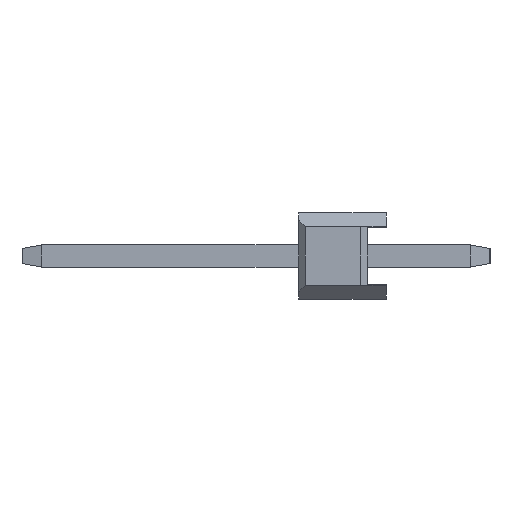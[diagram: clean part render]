
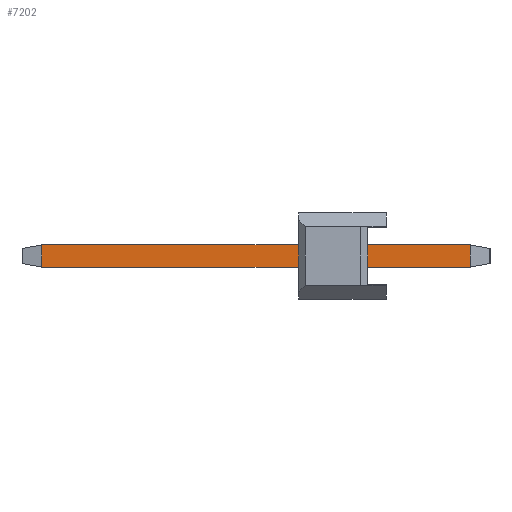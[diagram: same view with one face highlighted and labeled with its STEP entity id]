
A CAD part, left-side view. The second image highlights one B-rep face of the part: STEP entity #7202.
In plain terms, the highlighted planar face has unit normal (-1, 0, 0).
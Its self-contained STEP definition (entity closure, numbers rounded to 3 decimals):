
#1129 = VERTEX_POINT ( 'NONE', #14414 ) ;
#1153 = VECTOR ( 'NONE', #11911, 1000. ) ;
#2258 = DIRECTION ( 'NONE',  ( 1., 0., 0. ) ) ;
#2605 = LINE ( 'NONE', #7200, #1153 ) ;
#2861 = CARTESIAN_POINT ( 'NONE',  ( -0.32, -2.433, 0.32 ) ) ;
#3378 = FACE_OUTER_BOUND ( 'NONE', #12387, .T. ) ;
#3490 = VERTEX_POINT ( 'NONE', #13854 ) ;
#3867 = LINE ( 'NONE', #8507, #14745 ) ;
#4451 = AXIS2_PLACEMENT_3D ( 'NONE', #12698, #2258, #6854 ) ;
#4629 = ORIENTED_EDGE ( 'NONE', *, *, #11507, .F. ) ;
#4696 = LINE ( 'NONE', #9360, #8844 ) ;
#4699 = VECTOR ( 'NONE', #7470, 1000. ) ;
#4991 = EDGE_CURVE ( 'NONE', #5549, #3490, #2605, .T. ) ;
#5179 = CARTESIAN_POINT ( 'NONE',  ( -0.32, 9.973, -0.32 ) ) ;
#5549 = VERTEX_POINT ( 'NONE', #5179 ) ;
#5607 = ORIENTED_EDGE ( 'NONE', *, *, #12777, .T. ) ;
#6854 = DIRECTION ( 'NONE',  ( 0., 0., -1. ) ) ;
#7019 = EDGE_CURVE ( 'NONE', #3490, #13211, #13305, .T. ) ;
#7200 = CARTESIAN_POINT ( 'NONE',  ( -0.32, 10.54, -0.32 ) ) ;
#7202 = ADVANCED_FACE ( 'NONE', ( #3378 ), #8010, .F. ) ;
#7470 = DIRECTION ( 'NONE',  ( 0., 0., 1. ) ) ;
#8010 = PLANE ( 'NONE',  #4451 ) ;
#8507 = CARTESIAN_POINT ( 'NONE',  ( -0.32, 10.54, 0.32 ) ) ;
#8844 = VECTOR ( 'NONE', #14040, 1000. ) ;
#9360 = CARTESIAN_POINT ( 'NONE',  ( -0.32, 9.973, -0.32 ) ) ;
#11507 = EDGE_CURVE ( 'NONE', #1129, #13211, #3867, .T. ) ;
#11911 = DIRECTION ( 'NONE',  ( 0., -1., 0. ) ) ;
#12008 = ORIENTED_EDGE ( 'NONE', *, *, #4991, .T. ) ;
#12387 = EDGE_LOOP ( 'NONE', ( #12008, #12928, #4629, #5607 ) ) ;
#12698 = CARTESIAN_POINT ( 'NONE',  ( -0.32, 10.54, 0.32 ) ) ;
#12724 = CARTESIAN_POINT ( 'NONE',  ( -0.32, -2.433, 0.32 ) ) ;
#12777 = EDGE_CURVE ( 'NONE', #1129, #5549, #4696, .T. ) ;
#12928 = ORIENTED_EDGE ( 'NONE', *, *, #7019, .T. ) ;
#13184 = DIRECTION ( 'NONE',  ( 0., -1., 0. ) ) ;
#13211 = VERTEX_POINT ( 'NONE', #12724 ) ;
#13305 = LINE ( 'NONE', #2861, #4699 ) ;
#13854 = CARTESIAN_POINT ( 'NONE',  ( -0.32, -2.433, -0.32 ) ) ;
#14040 = DIRECTION ( 'NONE',  ( 0., 0., -1. ) ) ;
#14414 = CARTESIAN_POINT ( 'NONE',  ( -0.32, 9.973, 0.32 ) ) ;
#14745 = VECTOR ( 'NONE', #13184, 1000. ) ;
